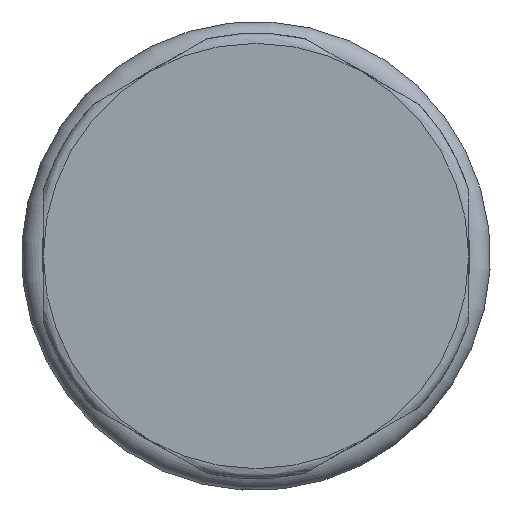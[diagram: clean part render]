
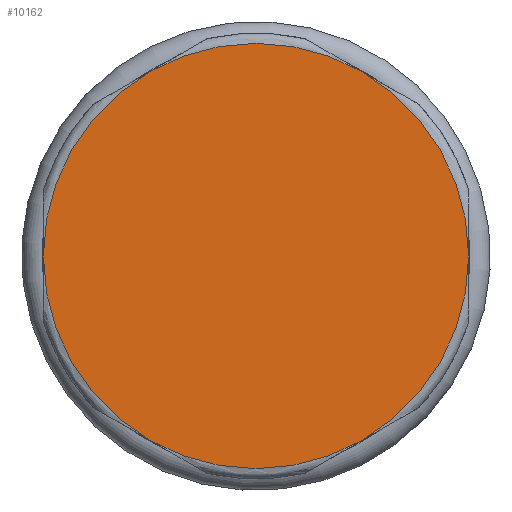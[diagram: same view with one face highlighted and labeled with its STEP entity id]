
A CAD part, left-side view. The second image highlights one B-rep face of the part: STEP entity #10162.
In plain terms, the highlighted planar face has unit normal (-1, 0, 0).
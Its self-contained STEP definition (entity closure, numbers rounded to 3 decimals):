
#514=CIRCLE('',#10588,10.5);
#515=CIRCLE('',#10589,10.5);
#516=CIRCLE('',#10590,10.5);
#517=CIRCLE('',#10591,10.5);
#518=CIRCLE('',#10592,10.5);
#519=CIRCLE('',#10593,10.5);
#1813=PLANE('',#10587);
#2305=FACE_OUTER_BOUND('',#2890,.T.);
#2890=EDGE_LOOP('',(#8737,#8738,#8739,#8740,#8741,#8742));
#4564=VERTEX_POINT('',#74424);
#4565=VERTEX_POINT('',#74425);
#4566=VERTEX_POINT('',#74427);
#4567=VERTEX_POINT('',#74429);
#4568=VERTEX_POINT('',#74431);
#4569=VERTEX_POINT('',#74433);
#5978=EDGE_CURVE('',#4564,#4565,#514,.T.);
#5979=EDGE_CURVE('',#4566,#4564,#515,.T.);
#5980=EDGE_CURVE('',#4567,#4566,#516,.T.);
#5981=EDGE_CURVE('',#4568,#4567,#517,.T.);
#5982=EDGE_CURVE('',#4569,#4568,#518,.T.);
#5983=EDGE_CURVE('',#4565,#4569,#519,.T.);
#8737=ORIENTED_EDGE('',*,*,#5978,.F.);
#8738=ORIENTED_EDGE('',*,*,#5979,.F.);
#8739=ORIENTED_EDGE('',*,*,#5980,.F.);
#8740=ORIENTED_EDGE('',*,*,#5981,.F.);
#8741=ORIENTED_EDGE('',*,*,#5982,.F.);
#8742=ORIENTED_EDGE('',*,*,#5983,.F.);
#10162=ADVANCED_FACE('',(#2305),#1813,.T.);
#10587=AXIS2_PLACEMENT_3D('',#74423,#11903,#11904);
#10588=AXIS2_PLACEMENT_3D('',#74426,#11905,#11906);
#10589=AXIS2_PLACEMENT_3D('',#74428,#11907,#11908);
#10590=AXIS2_PLACEMENT_3D('',#74430,#11909,#11910);
#10591=AXIS2_PLACEMENT_3D('',#74432,#11911,#11912);
#10592=AXIS2_PLACEMENT_3D('',#74434,#11913,#11914);
#10593=AXIS2_PLACEMENT_3D('',#74435,#11915,#11916);
#11903=DIRECTION('center_axis',(-1.,0.,0.));
#11904=DIRECTION('ref_axis',(0.,0.,1.));
#11905=DIRECTION('center_axis',(1.,0.,0.));
#11906=DIRECTION('ref_axis',(0.,-1.,0.));
#11907=DIRECTION('center_axis',(1.,0.,0.));
#11908=DIRECTION('ref_axis',(0.,-1.,0.));
#11909=DIRECTION('center_axis',(1.,0.,0.));
#11910=DIRECTION('ref_axis',(0.,-1.,0.));
#11911=DIRECTION('center_axis',(1.,0.,0.));
#11912=DIRECTION('ref_axis',(0.,-1.,0.));
#11913=DIRECTION('center_axis',(1.,0.,0.));
#11914=DIRECTION('ref_axis',(0.,-1.,0.));
#11915=DIRECTION('center_axis',(1.,0.,0.));
#11916=DIRECTION('ref_axis',(0.,-1.,0.));
#74423=CARTESIAN_POINT('Origin',(0.,8.975,0.));
#74424=CARTESIAN_POINT('',(0.,10.5,0.));
#74425=CARTESIAN_POINT('',(0.,5.25,9.093));
#74426=CARTESIAN_POINT('Origin',(0.,0.,0.));
#74427=CARTESIAN_POINT('',(0.,5.25,-9.093));
#74428=CARTESIAN_POINT('Origin',(0.,0.,0.));
#74429=CARTESIAN_POINT('',(0.,-5.25,-9.093));
#74430=CARTESIAN_POINT('Origin',(0.,0.,0.));
#74431=CARTESIAN_POINT('',(0.,-10.5,0.));
#74432=CARTESIAN_POINT('Origin',(0.,0.,0.));
#74433=CARTESIAN_POINT('',(0.,-5.25,9.093));
#74434=CARTESIAN_POINT('Origin',(0.,0.,0.));
#74435=CARTESIAN_POINT('Origin',(0.,0.,0.));
